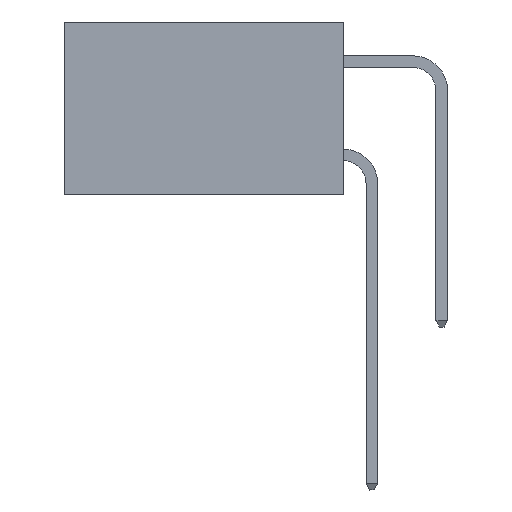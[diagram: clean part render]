
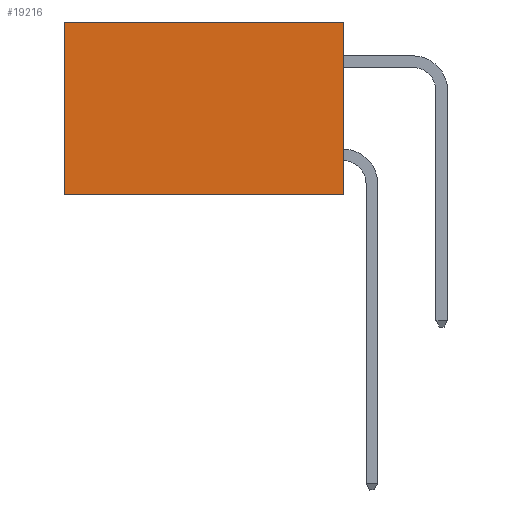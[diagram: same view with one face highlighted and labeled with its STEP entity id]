
A CAD part, left-side view. The second image highlights one B-rep face of the part: STEP entity #19216.
In plain terms, the highlighted planar face has unit normal (-1, 0, 0).
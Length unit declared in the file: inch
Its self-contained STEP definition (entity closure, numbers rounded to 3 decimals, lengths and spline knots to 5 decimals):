
#412 = VERTEX_POINT ( 'NONE', #14131 ) ;
#518 = PLANE ( 'NONE',  #18135 ) ;
#2447 = CARTESIAN_POINT ( 'NONE',  ( 0.2615, 0., -0.37 ) ) ;
#4413 = DIRECTION ( 'NONE',  ( 1., 0., 0. ) ) ;
#4667 = EDGE_CURVE ( 'NONE', #6266, #412, #18516, .T. ) ;
#4890 = CARTESIAN_POINT ( 'NONE',  ( 0.2615, 0., -0.37 ) ) ;
#5068 = VECTOR ( 'NONE', #21124, 39.37008 ) ;
#5731 = CARTESIAN_POINT ( 'NONE',  ( 0.2615, 0.6, -0.37 ) ) ;
#6266 = VERTEX_POINT ( 'NONE', #23464 ) ;
#6792 = DIRECTION ( 'NONE',  ( 0., 0., -1. ) ) ;
#7701 = VECTOR ( 'NONE', #18370, 39.37008 ) ;
#9034 = ORIENTED_EDGE ( 'NONE', *, *, #4667, .T. ) ;
#9292 = EDGE_CURVE ( 'NONE', #17006, #18982, #19548, .T. ) ;
#11940 = DIRECTION ( 'NONE',  ( 0., 1., 0. ) ) ;
#11976 = CARTESIAN_POINT ( 'NONE',  ( 0.2615, 0., -0.37 ) ) ;
#11997 = ORIENTED_EDGE ( 'NONE', *, *, #18646, .T. ) ;
#12056 = CARTESIAN_POINT ( 'NONE',  ( 0.2615, 0., 0. ) ) ;
#13282 = FACE_OUTER_BOUND ( 'NONE', #14439, .T. ) ;
#13840 = CARTESIAN_POINT ( 'NONE',  ( 0.2615, 0.6, -0.37 ) ) ;
#14131 = CARTESIAN_POINT ( 'NONE',  ( 0.2615, 0.6, 0. ) ) ;
#14439 = EDGE_LOOP ( 'NONE', ( #11997, #14710, #16606, #9034 ) ) ;
#14710 = ORIENTED_EDGE ( 'NONE', *, *, #9292, .F. ) ;
#15042 = CARTESIAN_POINT ( 'NONE',  ( 0.2615, 0., -0.37 ) ) ;
#15889 = EDGE_CURVE ( 'NONE', #6266, #17006, #17660, .T. ) ;
#16606 = ORIENTED_EDGE ( 'NONE', *, *, #15889, .F. ) ;
#16694 = LINE ( 'NONE', #5731, #7701 ) ;
#17006 = VERTEX_POINT ( 'NONE', #15042 ) ;
#17090 = VECTOR ( 'NONE', #6792, 39.37008 ) ;
#17116 = DIRECTION ( 'NONE',  ( 0., 0., -1. ) ) ;
#17660 = LINE ( 'NONE', #4890, #17090 ) ;
#17937 = VECTOR ( 'NONE', #11940, 39.37008 ) ;
#18135 = AXIS2_PLACEMENT_3D ( 'NONE', #2447, #4413, #17116 ) ;
#18370 = DIRECTION ( 'NONE',  ( 0., 0., -1. ) ) ;
#18516 = LINE ( 'NONE', #12056, #17937 ) ;
#18646 = EDGE_CURVE ( 'NONE', #412, #18982, #16694, .T. ) ;
#18982 = VERTEX_POINT ( 'NONE', #13840 ) ;
#19216 = ADVANCED_FACE ( 'NONE', ( #13282 ), #518, .F. ) ;
#19548 = LINE ( 'NONE', #11976, #5068 ) ;
#21124 = DIRECTION ( 'NONE',  ( 0., 1., 0. ) ) ;
#23464 = CARTESIAN_POINT ( 'NONE',  ( 0.2615, 0., 0. ) ) ;
